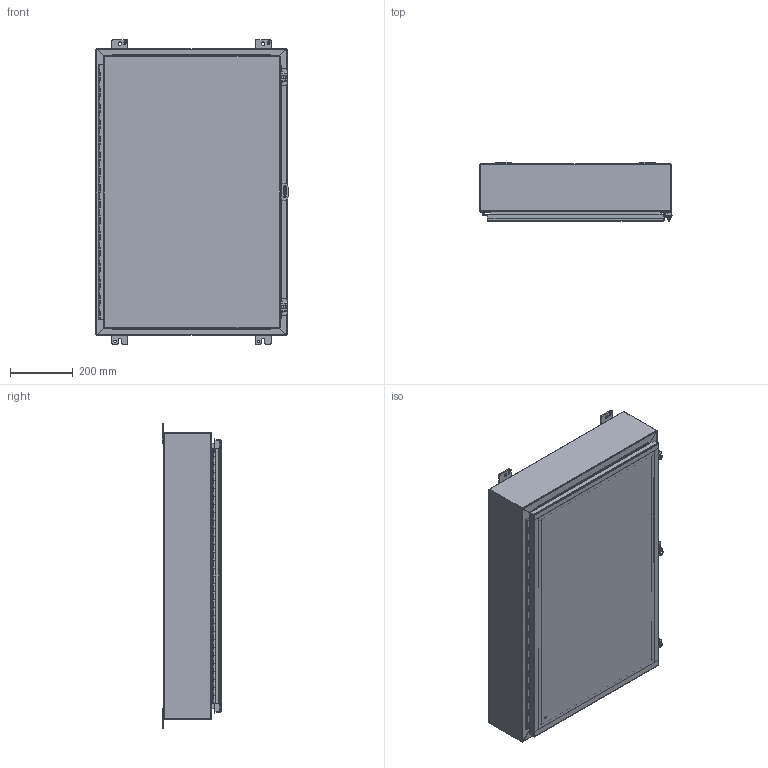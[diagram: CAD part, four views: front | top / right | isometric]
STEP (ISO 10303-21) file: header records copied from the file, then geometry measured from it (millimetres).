
FILE_DESCRIPTION (( 'STEP AP203' ), '1' );
FILE_NAME ('1418L6_Default.step', '2019-10-31T19:36:37', ( 'ADC123' ), ( 'Microsoft' ), 'SwSTEP 2.0', 'SolidWorks 2019', '' );
FILE_SCHEMA (( 'CONFIG_CONTROL_DESIGN' ));
Length unit declared in the file: inch
Products named in the file (1): 1418L6_Default
Bounding box: 612.77 x 188.9 x 971.55 mm (x, y, z)
Volume: 4784978.6 mm3; surface area: 4847044 mm2
Topology: 44 solids, 44 shells, 1334 faces, 3412 edges, 2200 vertices
Faces by surface type: plane 791, cylinder 459, bspline 70, cone 14
Entity records: 42903 total; most frequent: CARTESIAN_POINT 10289, ORIENTED_EDGE 6824, DIRECTION 6670, EDGE_CURVE 3412, VECTOR 2352, LINE 2352, VERTEX_POINT 2200, AXIS2_PLACEMENT_3D 2159
